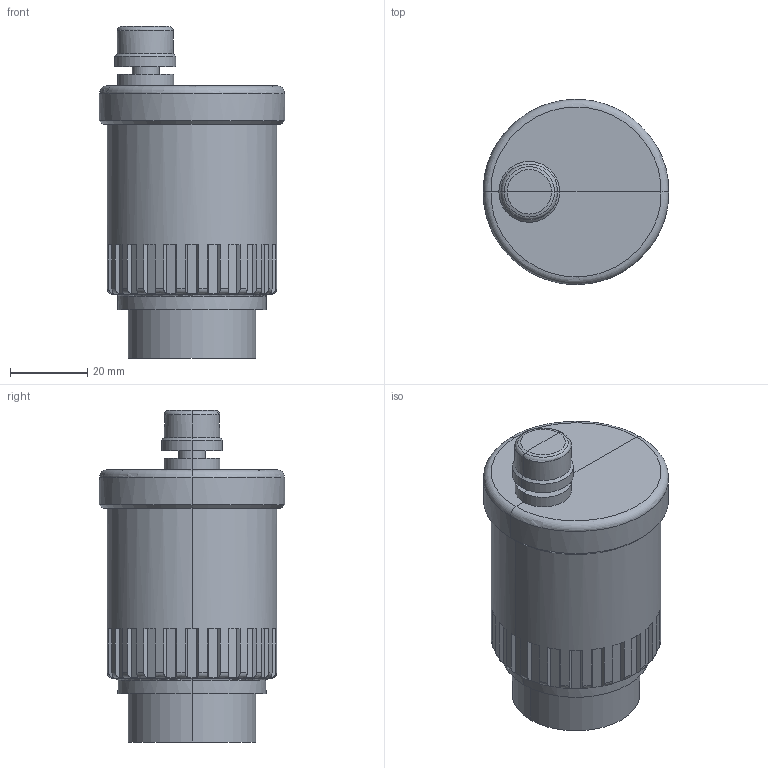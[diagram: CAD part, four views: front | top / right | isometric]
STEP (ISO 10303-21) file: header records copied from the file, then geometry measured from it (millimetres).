
FILE_DESCRIPTION(/* description */ (''),/* implementation_level */ '2;1');
FILE_NAME(/* name */ '502060 (STP).stp',/* time_stamp */ '2017-04-18T16:24:16+02:00',/* author */ ('UFFTEC'),/* organization */ (''),/* preprocessor_version */ 'ST-DEVELOPER v15.2',/* originating_system */ 'Autodesk Inventor 2014',/* authorisation */ '');
FILE_SCHEMA (('AUTOMOTIVE_DESIGN { 1 0 10303 214 3 1 1 }'));
Length unit declared in the file: millimetre
Products named in the file (3): Parte3; Parte5; Assieme1
Bounding box: 48 x 48 x 86 mm (x, y, z)
Volume: 101960.3 mm3; surface area: 14223.4 mm2
Topology: 2 solids, 2 shells, 144 faces, 403 edges, 263 vertices
Faces by surface type: plane 114, cylinder 16, torus 8, cone 6
Entity records: 5435 total; most frequent: CARTESIAN_POINT 1899, ORIENTED_EDGE 806, DIRECTION 619, EDGE_CURVE 403, VERTEX_POINT 263, LINE 209, VECTOR 209, AXIS2_PLACEMENT_3D 205
